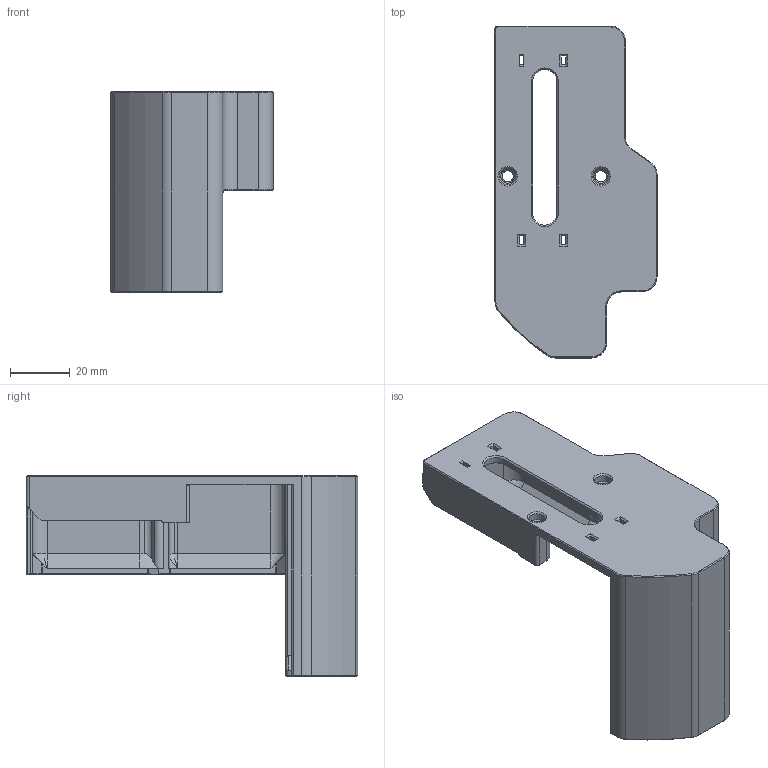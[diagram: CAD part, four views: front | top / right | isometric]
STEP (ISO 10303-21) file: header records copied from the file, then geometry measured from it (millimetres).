
FILE_DESCRIPTION(/* description */ (''),/* implementation_level */ '2;1');
FILE_NAME(/* name */ 'Dual Extruder Harness Cover.stp',/* time_stamp */ '2016-05-10T14:11:57-03:00',/* author */ ('riley'),/* organization */ (''),/* preprocessor_version */ 'ST-DEVELOPER v16.1',/* originating_system */ 'Autodesk Inventor 2016',/* authorisation */ '');
FILE_SCHEMA (('AUTOMOTIVE_DESIGN { 1 0 10303 214 3 1 1 }'));
Length unit declared in the file: millimetre
Products named in the file (1): Dual Extruder Harness Cover
Bounding box: 54.16 x 110.75 x 67 mm (x, y, z)
Volume: 41370.9 mm3; surface area: 30307.6 mm2
Topology: 1 solids, 1 shells, 253 faces, 613 edges, 358 vertices
Faces by surface type: plane 120, cylinder 52, cone 43, bspline 37, torus 1
Full cylindrical faces by diameter (mm): 3.75 x2, 5.5 x2, 8.5 x1
Entity records: 7842 total; most frequent: CARTESIAN_POINT 2220, ORIENTED_EDGE 1182, DIRECTION 1071, EDGE_CURVE 591, LINE 383, VECTOR 383, VERTEX_POINT 358, AXIS2_PLACEMENT_3D 344
